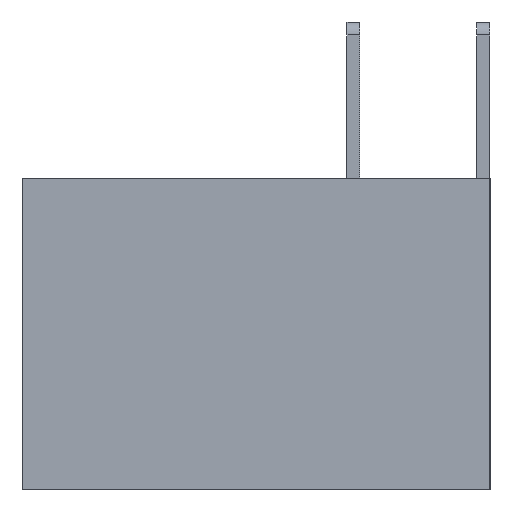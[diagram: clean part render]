
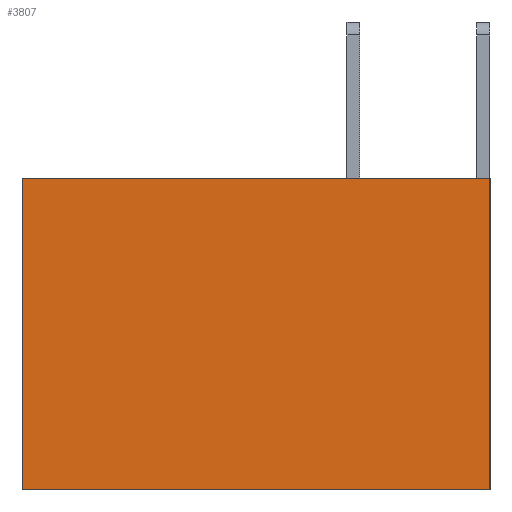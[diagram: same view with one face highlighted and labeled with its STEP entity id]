
A CAD part, left-side view. The second image highlights one B-rep face of the part: STEP entity #3807.
In plain terms, the highlighted planar face has unit normal (-1, 0, 0).
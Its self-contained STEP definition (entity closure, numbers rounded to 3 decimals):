
#1298=CARTESIAN_POINT('',(1.5,0.,0.));
#1299=VERTEX_POINT('',#1298);
#1309=CARTESIAN_POINT('',(1.5,0.,-4.8));
#1310=VERTEX_POINT('',#1309);
#1311=CARTESIAN_POINT('',(1.5,0.,0.));
#1312=CARTESIAN_POINT('',(1.5,0.,-0.96));
#1313=CARTESIAN_POINT('',(1.5,0.,-1.92));
#1314=CARTESIAN_POINT('',(1.5,0.,-2.88));
#1315=CARTESIAN_POINT('',(1.5,0.,-3.84));
#1316=CARTESIAN_POINT('',(1.5,0.,-4.8));
#1317=B_SPLINE_CURVE_WITH_KNOTS('',5,(#1311,#1312,#1313,#1314,#1315,#1316),.UNSPECIFIED.,.F.,.U.,(6,6),(0.,4.8),.UNSPECIFIED.);
#1318=EDGE_CURVE('',#1299,#1310,#1317,.T.);
#3754=CARTESIAN_POINT('',(1.5,7.2,-4.8));
#3755=VERTEX_POINT('',#3754);
#3756=CARTESIAN_POINT('',(1.5,7.2,-4.8));
#3757=CARTESIAN_POINT('',(1.5,5.76,-4.8));
#3758=CARTESIAN_POINT('',(1.5,4.32,-4.8));
#3759=CARTESIAN_POINT('',(1.5,2.88,-4.8));
#3760=CARTESIAN_POINT('',(1.5,1.44,-4.8));
#3761=CARTESIAN_POINT('',(1.5,0.,-4.8));
#3762=B_SPLINE_CURVE_WITH_KNOTS('',5,(#3756,#3757,#3758,#3759,#3760,#3761),.UNSPECIFIED.,.F.,.U.,(6,6),(0.,7.2),.UNSPECIFIED.);
#3763=EDGE_CURVE('',#3755,#1310,#3762,.T.);
#3778=CARTESIAN_POINT('',(1.5,3.6,-2.4));
#3779=DIRECTION('',(0.,0.,1.));
#3780=DIRECTION('',(-1.,0.,0.));
#3781=AXIS2_PLACEMENT_3D('',#3778,#3780,#3779);
#3782=PLANE('',#3781);
#3783=CARTESIAN_POINT('',(1.5,7.2,0.));
#3784=VERTEX_POINT('',#3783);
#3785=CARTESIAN_POINT('',(1.5,7.2,0.));
#3786=CARTESIAN_POINT('',(1.5,5.76,0.));
#3787=CARTESIAN_POINT('',(1.5,4.32,0.));
#3788=CARTESIAN_POINT('',(1.5,2.88,0.));
#3789=CARTESIAN_POINT('',(1.5,1.44,0.));
#3790=CARTESIAN_POINT('',(1.5,0.,0.));
#3791=B_SPLINE_CURVE_WITH_KNOTS('',5,(#3785,#3786,#3787,#3788,#3789,#3790),.UNSPECIFIED.,.F.,.U.,(6,6),(0.,7.2),.UNSPECIFIED.);
#3792=EDGE_CURVE('',#3784,#1299,#3791,.T.);
#3793=ORIENTED_EDGE('',*,*,#3792,.F.);
#3794=CARTESIAN_POINT('',(1.5,7.2,0.));
#3795=CARTESIAN_POINT('',(1.5,7.2,-0.96));
#3796=CARTESIAN_POINT('',(1.5,7.2,-1.92));
#3797=CARTESIAN_POINT('',(1.5,7.2,-2.88));
#3798=CARTESIAN_POINT('',(1.5,7.2,-3.84));
#3799=CARTESIAN_POINT('',(1.5,7.2,-4.8));
#3800=B_SPLINE_CURVE_WITH_KNOTS('',5,(#3794,#3795,#3796,#3797,#3798,#3799),.UNSPECIFIED.,.F.,.U.,(6,6),(0.,4.8),.UNSPECIFIED.);
#3801=EDGE_CURVE('',#3784,#3755,#3800,.T.);
#3802=ORIENTED_EDGE('',*,*,#3801,.T.);
#3803=ORIENTED_EDGE('',*,*,#3763,.T.);
#3804=ORIENTED_EDGE('',*,*,#1318,.F.);
#3805=EDGE_LOOP('',(#3793,#3802,#3803,#3804));
#3806=FACE_OUTER_BOUND('',#3805,.T.);
#3807=ADVANCED_FACE('',(#3806),#3782,.T.);
